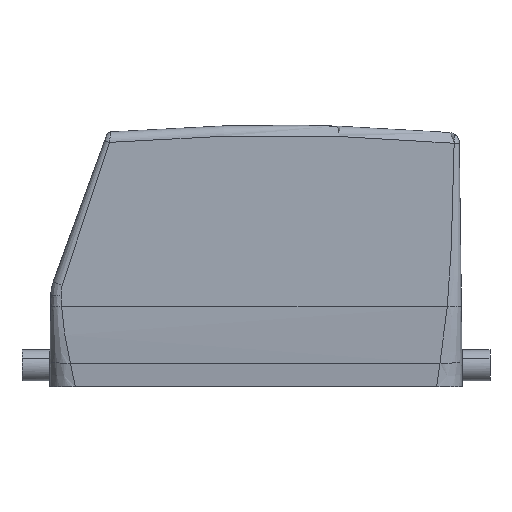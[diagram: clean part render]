
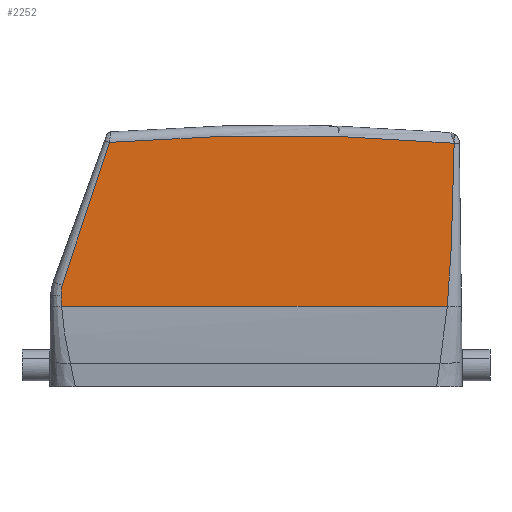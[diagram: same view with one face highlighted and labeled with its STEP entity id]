
A CAD part, left-side view. The second image highlights one B-rep face of the part: STEP entity #2252.
In plain terms, the highlighted planar face has unit normal (-1, 0, 0).
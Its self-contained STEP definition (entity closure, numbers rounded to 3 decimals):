
#2184=AXIS2_PLACEMENT_3D('Plane Axis2P3D',#2181,#2182,#2183) ;
#2188=AXIS2_PLACEMENT_3D('Circle Axis2P3D',#2186,#2187,$) ;
#879=CARTESIAN_POINT('Vertex',(0.,124.502,23.338)) ;
#956=CARTESIAN_POINT('Control Point',(0.,124.653,26.461)) ;
#957=CARTESIAN_POINT('Control Point',(0.,124.628,25.837)) ;
#958=CARTESIAN_POINT('Control Point',(0.,124.602,25.212)) ;
#959=CARTESIAN_POINT('Control Point',(0.,124.573,24.588)) ;
#960=CARTESIAN_POINT('Control Point',(0.,124.54,23.964)) ;
#961=CARTESIAN_POINT('Control Point',(0.,124.502,23.338)) ;
#962=CARTESIAN_POINT('Vertex',(0.,124.653,26.461)) ;
#1223=CARTESIAN_POINT('Control Point',(0.,124.299,29.489)) ;
#1224=CARTESIAN_POINT('Control Point',(0.,124.474,28.899)) ;
#1225=CARTESIAN_POINT('Control Point',(0.,124.6,28.291)) ;
#1226=CARTESIAN_POINT('Control Point',(0.,124.671,27.678)) ;
#1227=CARTESIAN_POINT('Control Point',(0.,124.689,27.066)) ;
#1228=CARTESIAN_POINT('Control Point',(0.,124.653,26.461)) ;
#1229=CARTESIAN_POINT('Vertex',(0.,124.299,29.489)) ;
#2160=CARTESIAN_POINT('Line Origine',(0.,67.368,23.338)) ;
#2164=CARTESIAN_POINT('Vertex',(0.,12.416,23.338)) ;
#2181=CARTESIAN_POINT('Axis2P3D Location',(0.,-93.926,-53.43)) ;
#2186=CARTESIAN_POINT('Axis2P3D Location',(0.,62.,-524.)) ;
#2190=CARTESIAN_POINT('Vertex',(0.,10.422,70.768)) ;
#2192=CARTESIAN_POINT('Vertex',(0.,110.578,71.02)) ;
#2196=CARTESIAN_POINT('Control Point',(0.,110.578,71.02)) ;
#2197=CARTESIAN_POINT('Control Point',(0.,110.614,70.917)) ;
#2198=CARTESIAN_POINT('Control Point',(0.,110.65,70.814)) ;
#2199=CARTESIAN_POINT('Control Point',(0.,110.685,70.711)) ;
#2200=CARTESIAN_POINT('Control Point',(0.,110.757,70.504)) ;
#2201=CARTESIAN_POINT('Control Point',(0.,110.829,70.297)) ;
#2202=CARTESIAN_POINT('Control Point',(0.,110.865,70.193)) ;
#2203=CARTESIAN_POINT('Control Point',(0.,111.402,68.642)) ;
#2204=CARTESIAN_POINT('Control Point',(0.,111.938,67.089)) ;
#2205=CARTESIAN_POINT('Control Point',(0.,112.436,65.639)) ;
#2206=CARTESIAN_POINT('Control Point',(0.,113.501,62.526)) ;
#2207=CARTESIAN_POINT('Control Point',(0.,114.557,59.407)) ;
#2208=CARTESIAN_POINT('Control Point',(0.,115.11,57.764)) ;
#2209=CARTESIAN_POINT('Control Point',(0.,117.179,51.582)) ;
#2210=CARTESIAN_POINT('Control Point',(0.,119.207,45.403)) ;
#2211=CARTESIAN_POINT('Control Point',(0.,120.671,40.894)) ;
#2212=CARTESIAN_POINT('Control Point',(0.,122.285,35.896)) ;
#2213=CARTESIAN_POINT('Control Point',(0.,123.861,30.891)) ;
#2214=CARTESIAN_POINT('Control Point',(0.,124.007,30.424)) ;
#2215=CARTESIAN_POINT('Control Point',(0.,124.153,29.957)) ;
#2216=CARTESIAN_POINT('Control Point',(0.,124.299,29.489)) ;
#2219=CARTESIAN_POINT('Control Point',(0.,10.422,70.768)) ;
#2220=CARTESIAN_POINT('Control Point',(0.,10.424,70.658)) ;
#2221=CARTESIAN_POINT('Control Point',(0.,10.426,70.546)) ;
#2222=CARTESIAN_POINT('Control Point',(0.,10.428,70.404)) ;
#2223=CARTESIAN_POINT('Control Point',(0.,10.432,70.143)) ;
#2224=CARTESIAN_POINT('Control Point',(0.,10.436,69.931)) ;
#2225=CARTESIAN_POINT('Control Point',(0.,10.438,69.823)) ;
#2226=CARTESIAN_POINT('Control Point',(0.,10.543,63.442)) ;
#2227=CARTESIAN_POINT('Control Point',(0.,10.674,57.066)) ;
#2228=CARTESIAN_POINT('Control Point',(0.,10.876,50.785)) ;
#2229=CARTESIAN_POINT('Control Point',(0.,11.08,44.104)) ;
#2230=CARTESIAN_POINT('Control Point',(0.,11.393,37.427)) ;
#2231=CARTESIAN_POINT('Control Point',(0.,11.416,36.956)) ;
#2232=CARTESIAN_POINT('Control Point',(0.,11.473,35.79)) ;
#2233=CARTESIAN_POINT('Control Point',(0.,11.535,34.629)) ;
#2234=CARTESIAN_POINT('Control Point',(0.,11.576,33.886)) ;
#2235=CARTESIAN_POINT('Control Point',(0.,11.641,32.781)) ;
#2236=CARTESIAN_POINT('Control Point',(0.,11.712,31.674)) ;
#2237=CARTESIAN_POINT('Control Point',(0.,11.736,31.315)) ;
#2238=CARTESIAN_POINT('Control Point',(0.,11.86,29.503)) ;
#2239=CARTESIAN_POINT('Control Point',(0.,12.001,27.691)) ;
#2240=CARTESIAN_POINT('Control Point',(0.,12.128,26.239)) ;
#2241=CARTESIAN_POINT('Control Point',(0.,12.266,24.788)) ;
#2242=CARTESIAN_POINT('Control Point',(0.,12.416,23.338)) ;
#2161=DIRECTION('Vector Direction',(0.,-1.,0.)) ;
#2182=DIRECTION('Axis2P3D Direction',(-1.,0.,0.)) ;
#2183=DIRECTION('Axis2P3D XDirection',(0.,-0.317,0.949)) ;
#2187=DIRECTION('Axis2P3D Direction',(-1.,0.,0.)) ;
#2162=VECTOR('Line Direction',#2161,1.) ;
#2245=ORIENTED_EDGE('',*,*,#2194,.T.) ;
#2246=ORIENTED_EDGE('',*,*,#2217,.F.) ;
#2247=ORIENTED_EDGE('',*,*,#1231,.F.) ;
#2248=ORIENTED_EDGE('',*,*,#964,.F.) ;
#2249=ORIENTED_EDGE('',*,*,#2166,.T.) ;
#2250=ORIENTED_EDGE('',*,*,#2243,.T.) ;
#2252=ADVANCED_FACE('Hood',(#2251),#2185,.T.) ;
#955=B_SPLINE_CURVE_WITH_KNOTS('',5,(#956,#957,#958,#959,#960,#961),.UNSPECIFIED.,.F.,.U.,(6,6),(86.846,89.97),.UNSPECIFIED.) ;
#1222=B_SPLINE_CURVE_WITH_KNOTS('',5,(#1223,#1224,#1225,#1226,#1227,#1228),.UNSPECIFIED.,.F.,.U.,(6,6),(264.261,267.93),.UNSPECIFIED.) ;
#2195=B_SPLINE_CURVE_WITH_KNOTS('',5,(#2196,#2197,#2198,#2199,#2200,#2201,#2202,#2203,#2204,#2205,#2206,#2207,#2208,#2209,#2210,#2211,#2212,#2213,#2214,#2215,#2216),.UNSPECIFIED.,.F.,.U.,(6,3,3,3,3,3,6),(0.,0.774,1.548,12.38,24.795,58.432,61.892),.UNSPECIFIED.) ;
#2218=B_SPLINE_CURVE_WITH_KNOTS('',5,(#2219,#2220,#2221,#2222,#2223,#2224,#2225,#2226,#2227,#2228,#2229,#2230,#2231,#2232,#2233,#2234,#2235,#2236,#2237,#2238,#2239,#2240,#2241,#2242),.UNSPECIFIED.,.F.,.U.,(6,3,3,3,3,3,3,6),(0.,0.775,1.551,45.929,48.897,54.196,56.746,67.059),.UNSPECIFIED.) ;
#2189=CIRCLE('generated circle',#2188,597.) ;
#964=EDGE_CURVE('',#880,#963,#955,.F.) ;
#1231=EDGE_CURVE('',#963,#1230,#1222,.F.) ;
#2166=EDGE_CURVE('',#880,#2165,#2163,.T.) ;
#2194=EDGE_CURVE('',#2191,#2193,#2189,.T.) ;
#2217=EDGE_CURVE('',#1230,#2193,#2195,.F.) ;
#2243=EDGE_CURVE('',#2165,#2191,#2218,.F.) ;
#2244=EDGE_LOOP('',(#2245,#2246,#2247,#2248,#2249,#2250)) ;
#2251=FACE_OUTER_BOUND('',#2244,.T.) ;
#2163=LINE('Line',#2160,#2162) ;
#2185=PLANE('',#2184) ;
#880=VERTEX_POINT('',#879) ;
#963=VERTEX_POINT('',#962) ;
#1230=VERTEX_POINT('',#1229) ;
#2165=VERTEX_POINT('',#2164) ;
#2191=VERTEX_POINT('',#2190) ;
#2193=VERTEX_POINT('',#2192) ;
